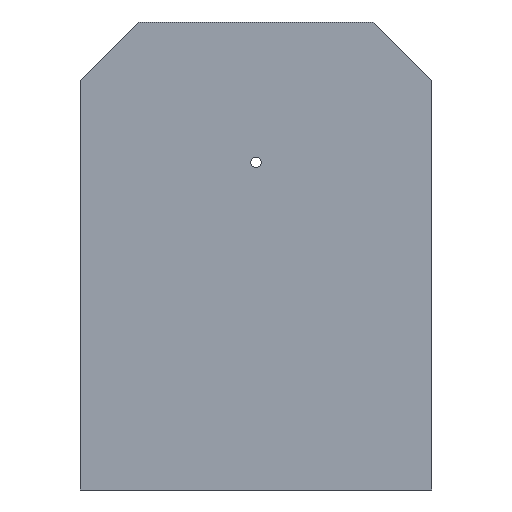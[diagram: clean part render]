
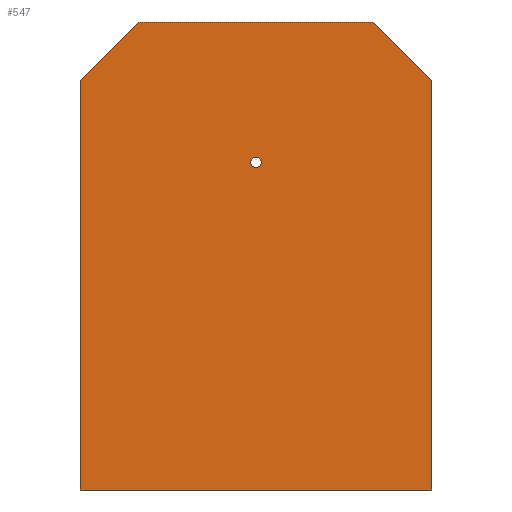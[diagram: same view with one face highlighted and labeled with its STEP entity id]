
A CAD part, front view. The second image highlights one B-rep face of the part: STEP entity #547.
In plain terms, the highlighted planar face has unit normal (0, -1, 0).
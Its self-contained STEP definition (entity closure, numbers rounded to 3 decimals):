
#4 = ORIENTED_EDGE ( 'NONE', *, *, #257, .T. ) ;
#6 = VERTEX_POINT ( 'NONE', #258 ) ;
#10 = AXIS2_PLACEMENT_3D ( 'NONE', #681, #119, #233 ) ;
#35 = VERTEX_POINT ( 'NONE', #442 ) ;
#48 = VERTEX_POINT ( 'NONE', #364 ) ;
#55 = EDGE_CURVE ( 'NONE', #35, #615, #505, .T. ) ;
#81 = ORIENTED_EDGE ( 'NONE', *, *, #285, .F. ) ;
#88 = LINE ( 'NONE', #228, #300 ) ;
#96 = EDGE_CURVE ( 'NONE', #6, #543, #566, .T. ) ;
#102 = ORIENTED_EDGE ( 'NONE', *, *, #55, .F. ) ;
#119 = DIRECTION ( 'NONE',  ( 0., 1., 0. ) ) ;
#125 = DIRECTION ( 'NONE',  ( 1., 0., 0. ) ) ;
#129 = VECTOR ( 'NONE', #399, 1000. ) ;
#190 = DIRECTION ( 'NONE',  ( 0., 1., 0. ) ) ;
#222 = LINE ( 'NONE', #264, #518 ) ;
#226 = EDGE_LOOP ( 'NONE', ( #513, #102, #81, #737, #306, #675 ) ) ;
#228 = CARTESIAN_POINT ( 'NONE',  ( 10., 0., 20. ) ) ;
#229 = DIRECTION ( 'NONE',  ( 0.707, 0., 0.707 ) ) ;
#232 = DIRECTION ( 'NONE',  ( 0., 0., 1. ) ) ;
#233 = DIRECTION ( 'NONE',  ( 0., 0., 1. ) ) ;
#241 = FACE_OUTER_BOUND ( 'NONE', #226, .T. ) ;
#242 = EDGE_CURVE ( 'NONE', #48, #650, #88, .T. ) ;
#257 = EDGE_CURVE ( 'NONE', #543, #6, #301, .T. ) ;
#258 = CARTESIAN_POINT ( 'NONE',  ( 0., 0., 8.45 ) ) ;
#264 = CARTESIAN_POINT ( 'NONE',  ( -10., 0., 20. ) ) ;
#281 = AXIS2_PLACEMENT_3D ( 'NONE', #382, #190, #232 ) ;
#285 = EDGE_CURVE ( 'NONE', #628, #35, #423, .T. ) ;
#300 = VECTOR ( 'NONE', #125, 1000. ) ;
#301 = CIRCLE ( 'NONE', #551, 0.45 ) ;
#306 = ORIENTED_EDGE ( 'NONE', *, *, #242, .F. ) ;
#310 = EDGE_CURVE ( 'NONE', #615, #567, #705, .T. ) ;
#317 = LINE ( 'NONE', #509, #129 ) ;
#332 = DIRECTION ( 'NONE',  ( 0., 0., 1. ) ) ;
#337 = VECTOR ( 'NONE', #671, 1000. ) ;
#355 = DIRECTION ( 'NONE',  ( -1., 0., 0. ) ) ;
#362 = CARTESIAN_POINT ( 'NONE',  ( -15., 0., 15. ) ) ;
#364 = CARTESIAN_POINT ( 'NONE',  ( -10., 0., 20. ) ) ;
#371 = CARTESIAN_POINT ( 'NONE',  ( 15., 0., -20. ) ) ;
#382 = CARTESIAN_POINT ( 'NONE',  ( 0., 0., 8. ) ) ;
#399 = DIRECTION ( 'NONE',  ( 0.707, 0., -0.707 ) ) ;
#411 = ORIENTED_EDGE ( 'NONE', *, *, #96, .T. ) ;
#423 = LINE ( 'NONE', #702, #337 ) ;
#442 = CARTESIAN_POINT ( 'NONE',  ( 15., 0., -20. ) ) ;
#446 = CARTESIAN_POINT ( 'NONE',  ( 10., 0., 20. ) ) ;
#449 = CARTESIAN_POINT ( 'NONE',  ( 15., 0., 15. ) ) ;
#468 = CARTESIAN_POINT ( 'NONE',  ( -15., 0., -20. ) ) ;
#476 = VECTOR ( 'NONE', #332, 1000. ) ;
#505 = LINE ( 'NONE', #371, #525 ) ;
#509 = CARTESIAN_POINT ( 'NONE',  ( 10., 0., 20. ) ) ;
#513 = ORIENTED_EDGE ( 'NONE', *, *, #310, .F. ) ;
#518 = VECTOR ( 'NONE', #229, 1000. ) ;
#525 = VECTOR ( 'NONE', #355, 1000. ) ;
#543 = VERTEX_POINT ( 'NONE', #720 ) ;
#546 = FACE_BOUND ( 'NONE', #622, .T. ) ;
#547 = ADVANCED_FACE ( 'NONE', ( #241, #546 ), #630, .F. ) ;
#551 = AXIS2_PLACEMENT_3D ( 'NONE', #724, #714, #709 ) ;
#563 = EDGE_CURVE ( 'NONE', #567, #48, #222, .T. ) ;
#566 = CIRCLE ( 'NONE', #281, 0.45 ) ;
#567 = VERTEX_POINT ( 'NONE', #618 ) ;
#615 = VERTEX_POINT ( 'NONE', #468 ) ;
#618 = CARTESIAN_POINT ( 'NONE',  ( -15., 0., 15. ) ) ;
#622 = EDGE_LOOP ( 'NONE', ( #4, #411 ) ) ;
#628 = VERTEX_POINT ( 'NONE', #449 ) ;
#630 = PLANE ( 'NONE',  #10 ) ;
#650 = VERTEX_POINT ( 'NONE', #446 ) ;
#671 = DIRECTION ( 'NONE',  ( 0., 0., -1. ) ) ;
#675 = ORIENTED_EDGE ( 'NONE', *, *, #563, .F. ) ;
#681 = CARTESIAN_POINT ( 'NONE',  ( 0., 0., 0. ) ) ;
#702 = CARTESIAN_POINT ( 'NONE',  ( 15., 0., 15. ) ) ;
#705 = LINE ( 'NONE', #362, #476 ) ;
#709 = DIRECTION ( 'NONE',  ( 0., 0., 1. ) ) ;
#714 = DIRECTION ( 'NONE',  ( 0., 1., 0. ) ) ;
#720 = CARTESIAN_POINT ( 'NONE',  ( 0., 0., 7.55 ) ) ;
#724 = CARTESIAN_POINT ( 'NONE',  ( 0., 0., 8. ) ) ;
#727 = EDGE_CURVE ( 'NONE', #650, #628, #317, .T. ) ;
#737 = ORIENTED_EDGE ( 'NONE', *, *, #727, .F. ) ;
